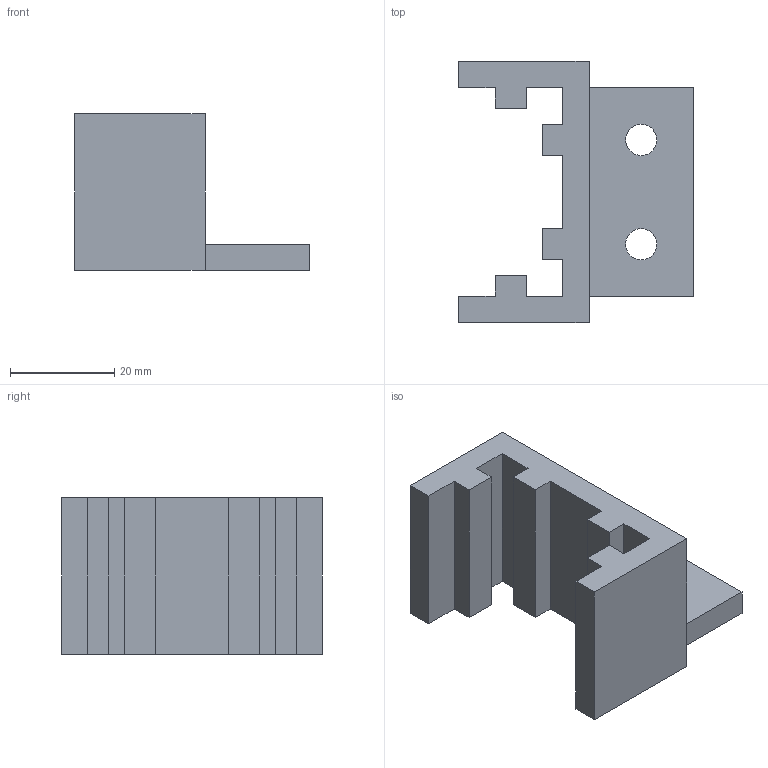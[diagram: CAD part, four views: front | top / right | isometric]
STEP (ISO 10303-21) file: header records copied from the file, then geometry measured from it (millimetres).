
FILE_DESCRIPTION(('HOOPS Exchange Step'),'2;1');
FILE_NAME('temp_export','2025-01-23T14:52:47+02:00',('cliffcheney'),('Shapr3D Limited'),'HOOPS Exchange 2024.6','Shapr3D','Authorized');
FILE_SCHEMA( ('AP242_MANAGED_MODEL_BASED_3D_ENGINEERING_MIM_LF {1 0 10303 442 1 1 4 }') );
Length unit declared in the file: millimetre
Products named in the file (1): Camera Arm Slider - 3x PLA BLACK
Bounding box: 45 x 50 x 30 mm (x, y, z)
Volume: 20097.3 mm3; surface area: 9627.4 mm2
Topology: 1 solids, 1 shells, 32 faces, 94 edges, 64 vertices
Faces by surface type: plane 30, cylinder 2
Full cylindrical faces by diameter (mm): 6 x2
Entity records: 1102 total; most frequent: CARTESIAN_POINT 192, ORIENTED_EDGE 188, DIRECTION 170, EDGE_CURVE 94, VECTOR 86, LINE 86, VERTEX_POINT 64, AXIS2_PLACEMENT_3D 42
